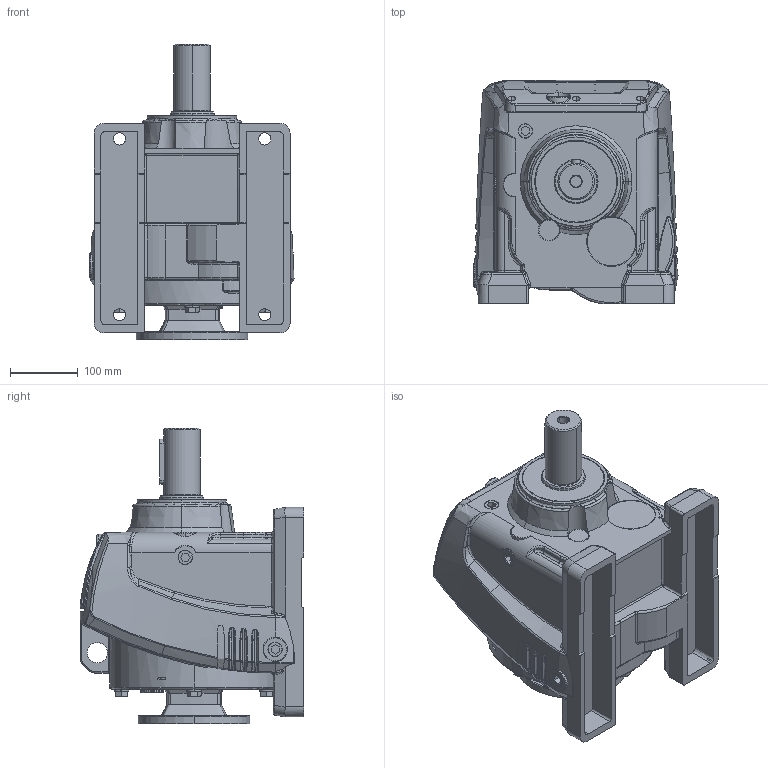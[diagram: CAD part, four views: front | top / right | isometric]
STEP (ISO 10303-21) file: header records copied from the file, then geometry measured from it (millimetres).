
FILE_DESCRIPTION (( 'STEP AP203' ), '1' );
FILE_NAME ('HGR-87-060-B.STEP', '2016-02-09T17:49:35', ( '' ), ( '' ), 'SwSTEP 2.0', 'SolidWorks 2015', '' );
FILE_SCHEMA (( 'CONFIG_CONTROL_DESIGN' ));
Products named in the file (1): HGR-87-060-B
Bounding box: 301.8 x 330 x 437 mm (x, y, z)
Volume: 17664921.7 mm3; surface area: 766020.4 mm2
Topology: 8 solids, 8 shells, 1311 faces, 3259 edges, 2000 vertices
Faces by surface type: bspline 524, cylinder 306, plane 304, cone 85, torus 63, sphere 29
Entity records: 89456 total; most frequent: CARTESIAN_POINT 62654, ORIENTED_EDGE 6464, DIRECTION 4222, EDGE_CURVE 3232, VERTEX_POINT 2000, AXIS2_PLACEMENT_3D 1646, B_SPLINE_CURVE_WITH_KNOTS 1399, EDGE_LOOP 1398
